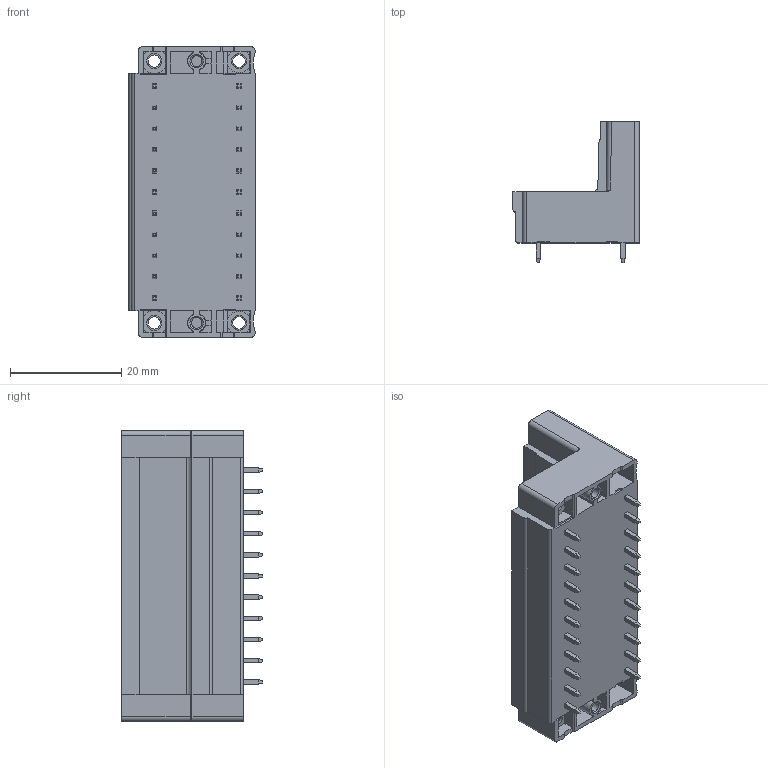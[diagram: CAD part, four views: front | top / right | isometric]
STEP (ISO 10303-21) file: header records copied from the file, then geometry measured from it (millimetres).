
FILE_DESCRIPTION((''),'2;1');
FILE_NAME('TLPHDW-105V-1','2024-09-23T11:03:56',('sheji109'),(''),'CREO PARAMETRIC BY PTC INC, 2018100','CREO PARAMETRIC BY PTC INC, 2018100','');
FILE_SCHEMA(('CONFIG_CONTROL_DESIGN'));
Length unit declared in the file: millimetre
Products named in the file (1): TLPHDW-105V-1
Bounding box: 22.7 x 25.4 x 52.3 mm (x, y, z)
Volume: 11377.1 mm3; surface area: 12257.2 mm2
Topology: 1 solids, 1 shells, 1442 faces, 3741 edges, 2393 vertices
Faces by surface type: plane 1256, cylinder 143, cone 30, sphere 11, bspline 2
Entity records: 43378 total; most frequent: CARTESIAN_POINT 8004, ORIENTED_EDGE 7460, DIRECTION 6908, EDGE_CURVE 3730, VECTOR 3242, LINE 3242, VERTEX_POINT 2393, AXIS2_PLACEMENT_3D 1833
